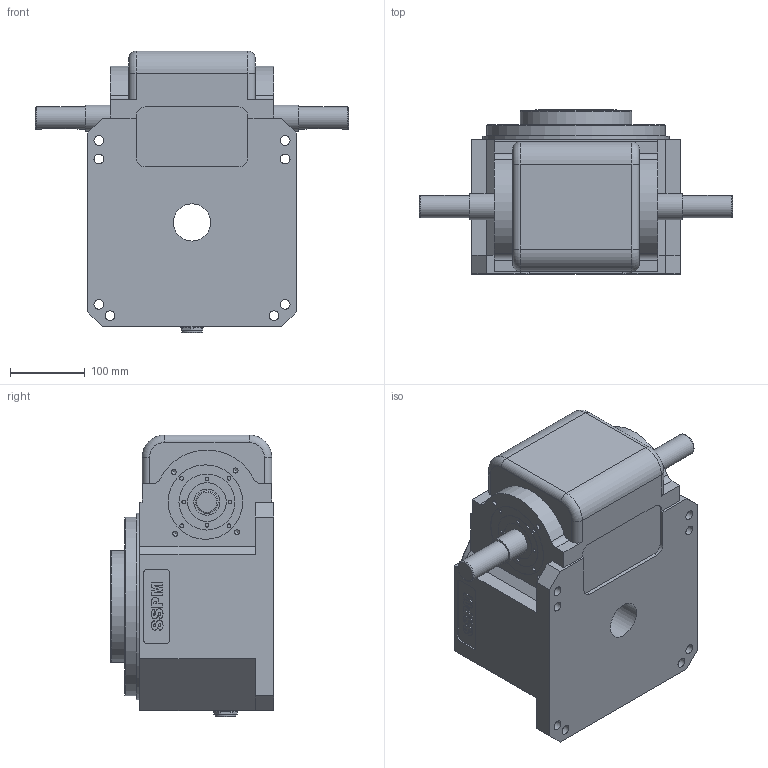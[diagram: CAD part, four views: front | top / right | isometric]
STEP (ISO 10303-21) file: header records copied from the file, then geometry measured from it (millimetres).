
FILE_DESCRIPTION(/* description */ ('Unknown'),/* implementation_level */ '2;1');
FILE_NAME(/* name */ '14DT(新版標準S面鋁殼油鏡)',/* time_stamp */ '2025-05-29T13:16:25+08:00',/* author */ ('Unknown'),/* organization */ ('Unknown'),/* preprocessor_version */ 'ST-DEVELOPER v19.4',/* originating_system */ 'Solid Edge',/* authorisation */ 'Unknown');
FILE_SCHEMA (('AUTOMOTIVE_DESIGN {1 0 10303 214 3 1 1}'));
Length unit declared in the file: millimetre
Products named in the file (1): 14DT(�s���з�S����E�
Bounding box: 420 x 220 x 378.3 mm (x, y, z)
Volume: 16564268 mm3; surface area: 504932.6 mm2
Topology: 1 solids, 1 shells, 448 faces, 1062 edges, 698 vertices
Faces by surface type: plane 251, cylinder 116, bspline 53, cone 18, torus 10
Full cylindrical faces by diameter (mm): 5 x16, 6.75 x8, 6.8 x8, 8 x10, 10 x8, 10.8 x8, 13 x8, 23 x1, 28 x1, 30 x2, 32 x1, 33 x1, 35 x2, 50 x1, 52 x2, 75 x2, 100 x2, 110 x1, 140 x1, 150 x1, 240 x1, 250 x1
Entity records: 14951 total; most frequent: CARTESIAN_POINT 5197, DIRECTION 1857, ORIENTED_EDGE 1854, EDGE_CURVE 927, VERTEX_POINT 692, FACE_BOUND 677, EDGE_LOOP 659, AXIS2_PLACEMENT_3D 644
